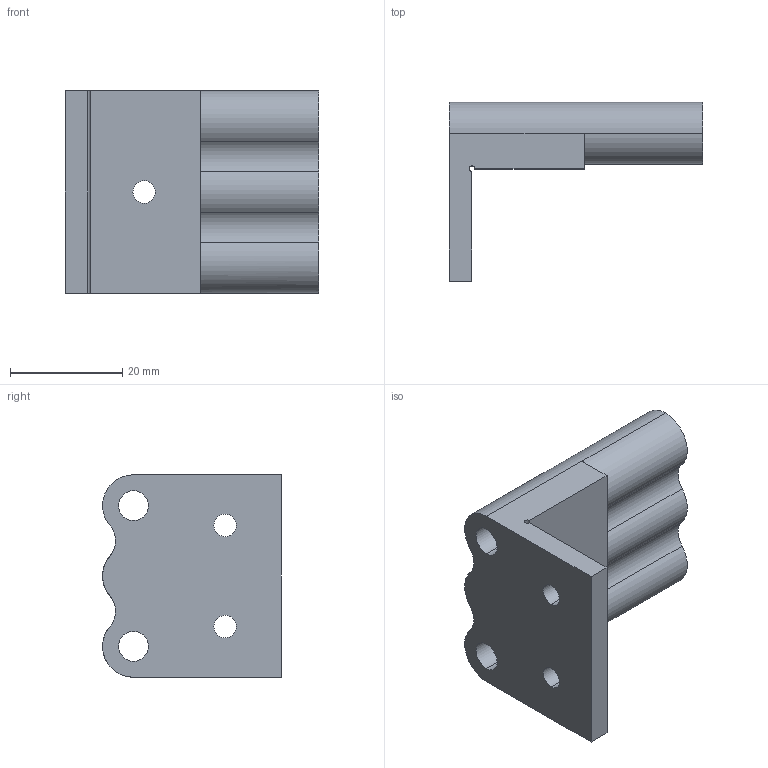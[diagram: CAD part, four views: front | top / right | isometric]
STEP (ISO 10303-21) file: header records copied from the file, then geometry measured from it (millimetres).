
FILE_DESCRIPTION (( 'STEP AP214' ), '1' );
FILE_NAME ('BIQU_H2_Dock.STEP', '2021-08-15T09:40:12', ( '' ), ( '' ), 'SwSTEP 2.0', 'SolidWorks 2020', '' );
FILE_SCHEMA (( 'AUTOMOTIVE_DESIGN' ));
Length unit declared in the file: millimetre
Products named in the file (1): BIQU_H2_Dock
Bounding box: 45 x 31.8 x 36 mm (x, y, z)
Volume: 16017.8 mm3; surface area: 8259.6 mm2
Topology: 1 solids, 1 shells, 36 faces, 98 edges, 65 vertices
Faces by surface type: cylinder 26, plane 10
Entity records: 1275 total; most frequent: CARTESIAN_POINT 270, DIRECTION 215, ORIENTED_EDGE 196, EDGE_CURVE 98, AXIS2_PLACEMENT_3D 86, VERTEX_POINT 65, CIRCLE 49, EDGE_LOOP 47
